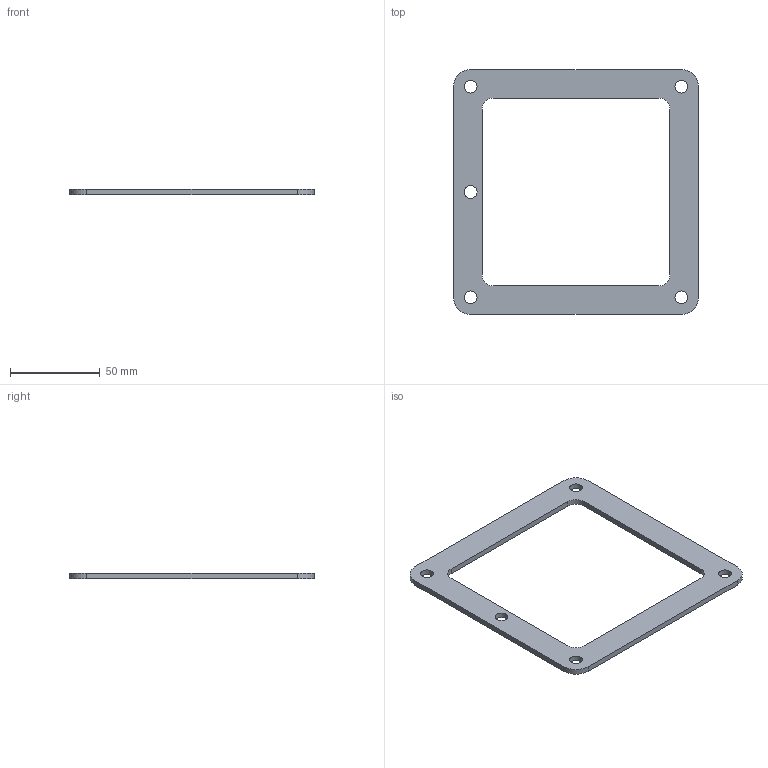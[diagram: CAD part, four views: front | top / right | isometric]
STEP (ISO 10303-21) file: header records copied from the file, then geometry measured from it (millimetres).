
FILE_DESCRIPTION (( 'STEP AP203' ), '1' );
FILE_NAME ('1485CK.step', '2020-11-19T14:32:34', ( 'ADC123' ), ( 'Microsoft' ), 'SwSTEP 2.0', 'SolidWorks 2019', '' );
FILE_SCHEMA (( 'CONFIG_CONTROL_DESIGN' ));
Length unit declared in the file: inch
Products named in the file (1): 1485CK
Bounding box: 136.53 x 136.53 x 3.17 mm (x, y, z)
Volume: 23552 mm3; surface area: 18169.9 mm2
Topology: 1 solids, 1 shells, 23 faces, 63 edges, 42 vertices
Faces by surface type: cylinder 13, plane 10
Full cylindrical faces by diameter (mm): 7.137 x5
Entity records: 821 total; most frequent: DIRECTION 132, CARTESIAN_POINT 124, ORIENTED_EDGE 116, EDGE_CURVE 58, AXIS2_PLACEMENT_3D 50, VERTEX_POINT 42, EDGE_LOOP 40, LINE 32
